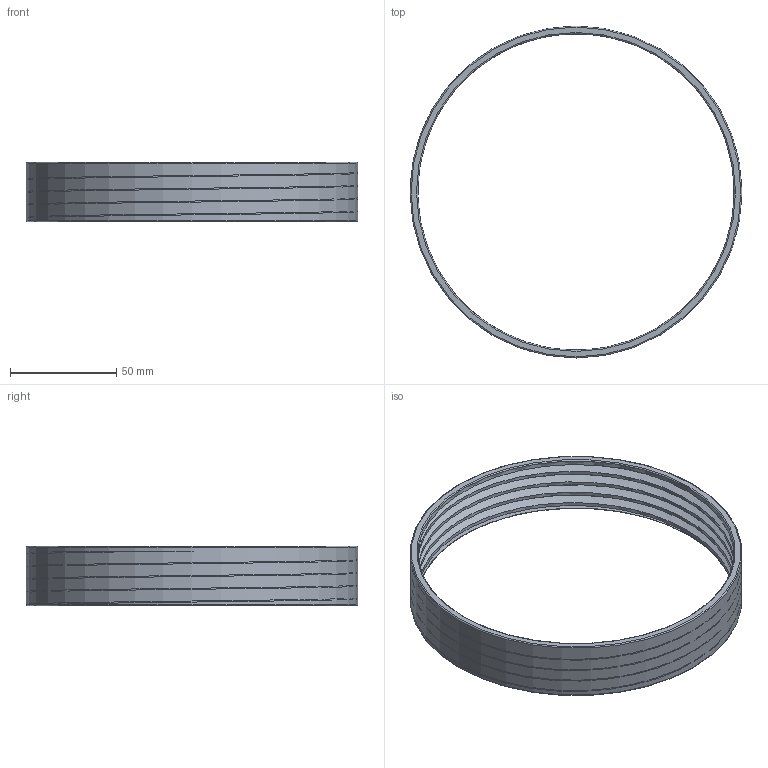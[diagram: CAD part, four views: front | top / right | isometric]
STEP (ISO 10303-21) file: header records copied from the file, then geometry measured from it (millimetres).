
FILE_DESCRIPTION(/* description */ (''),/* implementation_level */ '2;1');
FILE_NAME(/* name */ 'ex-vent v1.step',/* time_stamp */ '2024-01-22T12:50:13-08:00',/* author */ (''),/* organization */ (''),/* preprocessor_version */ 'ST-DEVELOPER v20',/* originating_system */ 'Autodesk Translation Framework v12.14.0.127',/* authorisation */ '');
FILE_SCHEMA (('AUTOMOTIVE_DESIGN { 1 0 10303 214 3 1 1 }'));
Length unit declared in the file: millimetre
Products named in the file (1): ex-vent
Bounding box: 156 x 156 x 28 mm (x, y, z)
Volume: 31194.7 mm3; surface area: 39068.4 mm2
Topology: 1 solids, 1 shells, 21 faces, 52 edges, 33 vertices
Faces by surface type: cylinder 11, plane 4, torus 4, bspline 2
Full cylindrical faces by diameter (mm): 148.905 x4, 155.633 x3, 156 x1
Entity records: 2303 total; most frequent: CARTESIAN_POINT 1803, ORIENTED_EDGE 104, DIRECTION 86, EDGE_CURVE 52, AXIS2_PLACEMENT_3D 38, VERTEX_POINT 33, B_SPLINE_CURVE_WITH_KNOTS 24, EDGE_LOOP 23
